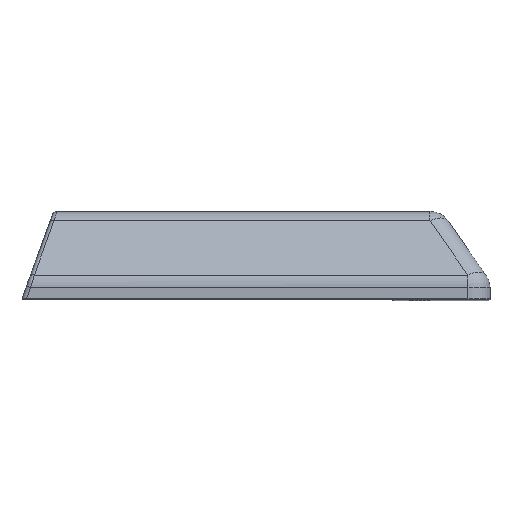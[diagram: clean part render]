
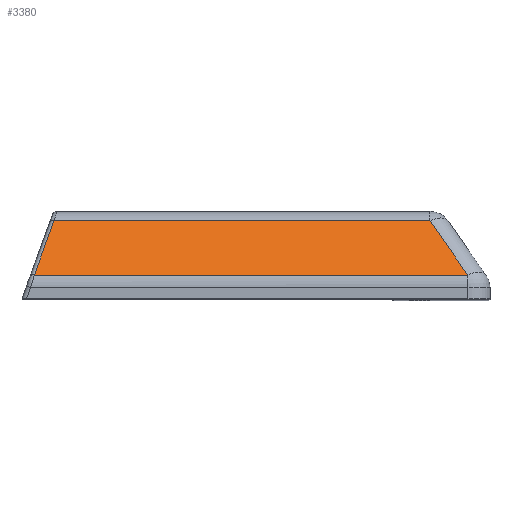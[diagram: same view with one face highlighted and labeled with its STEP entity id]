
A CAD part, top view. The second image highlights one B-rep face of the part: STEP entity #3380.
In plain terms, the highlighted planar face has unit normal (0, 0.574, 0.819).
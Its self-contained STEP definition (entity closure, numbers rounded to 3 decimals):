
#33 = EDGE_LOOP ( 'NONE', ( #5071, #1412, #4969, #438 ) ) ;
#279 = EDGE_CURVE ( 'NONE', #1693, #1147, #1257, .T. ) ;
#413 = PLANE ( 'NONE',  #1270 ) ;
#438 = ORIENTED_EDGE ( 'NONE', *, *, #279, .T. ) ;
#590 = VECTOR ( 'NONE', #4787, 1000. ) ;
#824 = DIRECTION ( 'NONE',  ( 0., 0.574, 0.819 ) ) ;
#1147 = VERTEX_POINT ( 'NONE', #5266 ) ;
#1257 = LINE ( 'NONE', #2588, #590 ) ;
#1270 = AXIS2_PLACEMENT_3D ( 'NONE', #2562, #824, #3483 ) ;
#1345 = CARTESIAN_POINT ( 'NONE',  ( 67.359, 17.868, 156.493 ) ) ;
#1364 = LINE ( 'NONE', #5360, #4968 ) ;
#1367 = CARTESIAN_POINT ( 'NONE',  ( 62.573, 4.718, 165.701 ) ) ;
#1412 = ORIENTED_EDGE ( 'NONE', *, *, #1542, .T. ) ;
#1542 = EDGE_CURVE ( 'NONE', #4875, #4166, #3642, .T. ) ;
#1693 = VERTEX_POINT ( 'NONE', #1937 ) ;
#1745 = VECTOR ( 'NONE', #4964, 1000. ) ;
#1873 = DIRECTION ( 'NONE',  ( -1., 0., 0. ) ) ;
#1937 = CARTESIAN_POINT ( 'NONE',  ( 161., 5.582, 165.096 ) ) ;
#2562 = CARTESIAN_POINT ( 'NONE',  ( 0., 20., 155. ) ) ;
#2588 = CARTESIAN_POINT ( 'NONE',  ( 113.548, 73.35, 117.644 ) ) ;
#2678 = EDGE_CURVE ( 'NONE', #4166, #1693, #3616, .T. ) ;
#3091 = FACE_OUTER_BOUND ( 'NONE', #33, .T. ) ;
#3162 = DIRECTION ( 'NONE',  ( -0.286, -0.785, 0.55 ) ) ;
#3230 = CARTESIAN_POINT ( 'NONE',  ( 166., 5.582, 165.096 ) ) ;
#3380 = ADVANCED_FACE ( 'NONE', ( #3091 ), #413, .T. ) ;
#3483 = DIRECTION ( 'NONE',  ( -1., 0., 0. ) ) ;
#3616 = LINE ( 'NONE', #3230, #1745 ) ;
#3642 = LINE ( 'NONE', #1367, #5104 ) ;
#3996 = CARTESIAN_POINT ( 'NONE',  ( 62.887, 5.582, 165.096 ) ) ;
#4166 = VERTEX_POINT ( 'NONE', #3996 ) ;
#4787 = DIRECTION ( 'NONE',  ( -0.498, 0.711, -0.498 ) ) ;
#4875 = VERTEX_POINT ( 'NONE', #1345 ) ;
#4964 = DIRECTION ( 'NONE',  ( 1., 0., 0. ) ) ;
#4968 = VECTOR ( 'NONE', #1873, 1000. ) ;
#4969 = ORIENTED_EDGE ( 'NONE', *, *, #2678, .T. ) ;
#5071 = ORIENTED_EDGE ( 'NONE', *, *, #5415, .T. ) ;
#5104 = VECTOR ( 'NONE', #3162, 1000. ) ;
#5266 = CARTESIAN_POINT ( 'NONE',  ( 152.397, 17.868, 156.493 ) ) ;
#5360 = CARTESIAN_POINT ( 'NONE',  ( 0., 17.868, 156.493 ) ) ;
#5415 = EDGE_CURVE ( 'NONE', #1147, #4875, #1364, .T. ) ;
